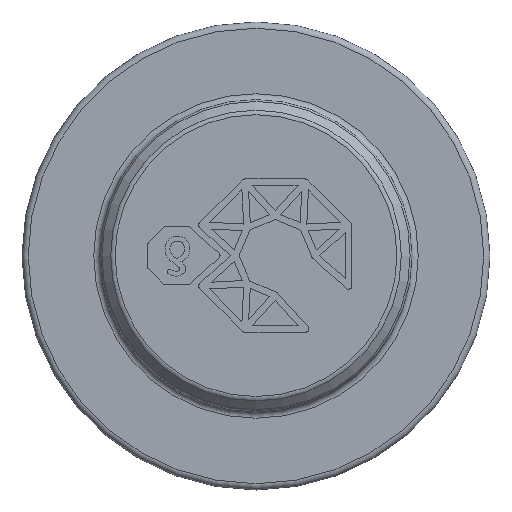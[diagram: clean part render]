
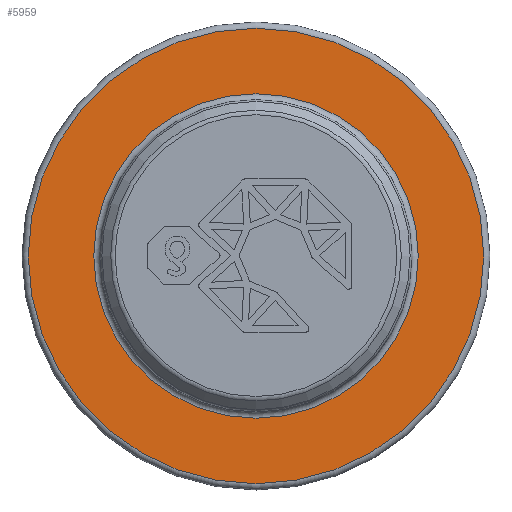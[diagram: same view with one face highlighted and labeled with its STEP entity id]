
A CAD part, top view. The second image highlights one B-rep face of the part: STEP entity #5959.
In plain terms, the highlighted planar face has unit normal (0, 0, 1).
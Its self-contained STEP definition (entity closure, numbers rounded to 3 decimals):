
#54=FACE_BOUND('',#2237,.T.);
#133=PLANE('',#6185);
#1900=FACE_OUTER_BOUND('',#2236,.T.);
#2236=EDGE_LOOP('',(#5069));
#2237=EDGE_LOOP('',(#5070,#5071));
#2362=CIRCLE('',#6182,26.);
#2364=CIRCLE('',#6184,26.);
#2365=CIRCLE('',#6186,36.5);
#2822=VERTEX_POINT('',#10409);
#2823=VERTEX_POINT('',#10410);
#2824=VERTEX_POINT('',#10415);
#3610=EDGE_CURVE('',#2822,#2823,#2362,.T.);
#3612=EDGE_CURVE('',#2823,#2822,#2364,.T.);
#3613=EDGE_CURVE('',#2824,#2824,#2365,.T.);
#5069=ORIENTED_EDGE('',*,*,#3613,.F.);
#5070=ORIENTED_EDGE('',*,*,#3610,.F.);
#5071=ORIENTED_EDGE('',*,*,#3612,.F.);
#5959=ADVANCED_FACE('',(#1900,#54),#133,.T.);
#6182=AXIS2_PLACEMENT_3D('',#10411,#6865,#6866);
#6184=AXIS2_PLACEMENT_3D('',#10413,#6869,#6870);
#6185=AXIS2_PLACEMENT_3D('',#10414,#6871,#6872);
#6186=AXIS2_PLACEMENT_3D('',#10416,#6873,#6874);
#6865=DIRECTION('center_axis',(0.,0.,1.));
#6866=DIRECTION('ref_axis',(-1.,0.,0.));
#6869=DIRECTION('center_axis',(0.,0.,1.));
#6870=DIRECTION('ref_axis',(-1.,0.,0.));
#6871=DIRECTION('center_axis',(0.,0.,1.));
#6872=DIRECTION('ref_axis',(1.,0.,0.));
#6873=DIRECTION('center_axis',(0.,0.,-1.));
#6874=DIRECTION('ref_axis',(-1.,0.,0.));
#10409=CARTESIAN_POINT('',(26.,0.,-3.5));
#10410=CARTESIAN_POINT('',(-26.,0.,-3.5));
#10411=CARTESIAN_POINT('Origin',(0.,0.,-3.5));
#10413=CARTESIAN_POINT('Origin',(0.,0.,-3.5));
#10414=CARTESIAN_POINT('Origin',(0.,0.,
-3.5));
#10415=CARTESIAN_POINT('',(36.5,0.,-3.5));
#10416=CARTESIAN_POINT('Origin',(0.,0.,-3.5));
